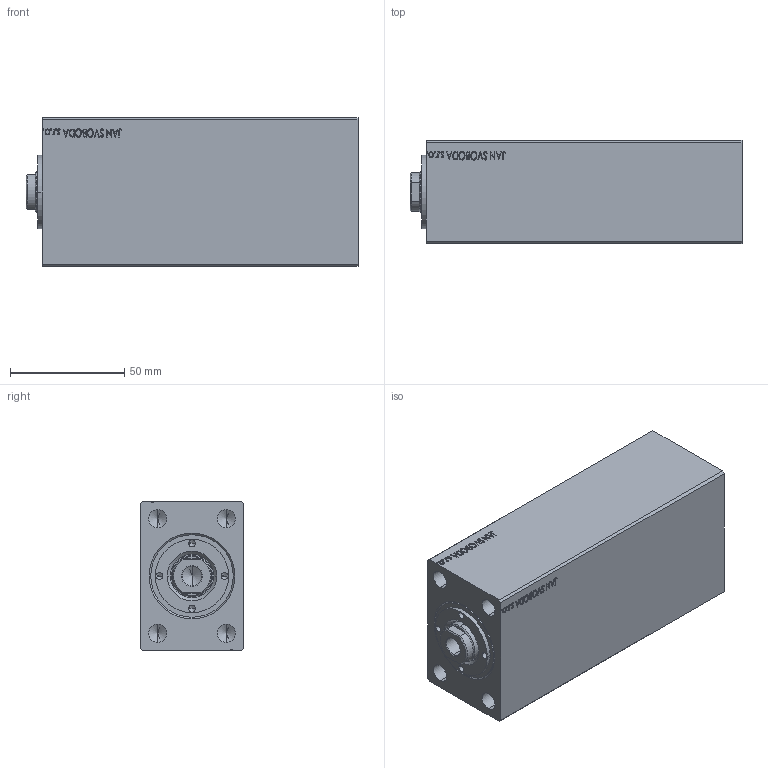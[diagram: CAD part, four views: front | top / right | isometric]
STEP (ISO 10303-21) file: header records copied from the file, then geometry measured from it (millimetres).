
FILE_DESCRIPTION (( 'STEP AP203' ), '1' );
FILE_NAME ('d01e.STEP', '2024-02-11T15:17:38', ( '' ), ( '' ), 'SwSTEP 2.0', 'SolidWorks 2019', '' );
FILE_SCHEMA (( 'CONFIG_CONTROL_DESIGN' ));
Length unit declared in the file: millimetre
Products named in the file (4): d01e; V500CZ_VNIT豊蚠攘ST 702bf23ea4fefcf3b3006d2f982153b5; V500CZ 702bf23ea4fefcf3b3006d2f982153b5; V500CZ_B_VC 702bf23ea4fefcf3b3006d2f982153b5
Assembly tree (3 placements, depth 2):
  d01e
    V500CZ 702bf23ea4fefcf3b3006d2f982153b5
    V500CZ_VNIT豊蚠攘ST 702bf23ea4fefcf3b3006d2f982153b5
    V500CZ_B_VC 702bf23ea4fefcf3b3006d2f982153b5
Bounding box: 145 x 45 x 65 mm (x, y, z)
Volume: 371621.3 mm3; surface area: 64838.1 mm2
Topology: 3 solids, 3 shells, 873 faces, 2244 edges, 1468 vertices
Faces by surface type: plane 399, bspline 380, cylinder 58, cone 36
Entity records: 44154 total; most frequent: CARTESIAN_POINT 25147, ORIENTED_EDGE 4436, DIRECTION 2574, EDGE_CURVE 2218, VERTEX_POINT 1468, VECTOR 1324, LINE 1324, EDGE_LOOP 996
